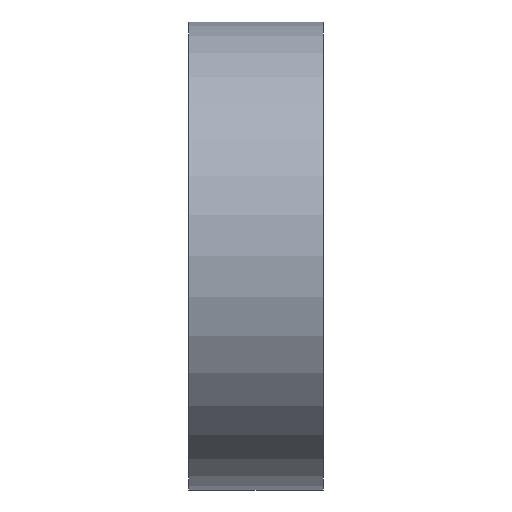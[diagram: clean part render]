
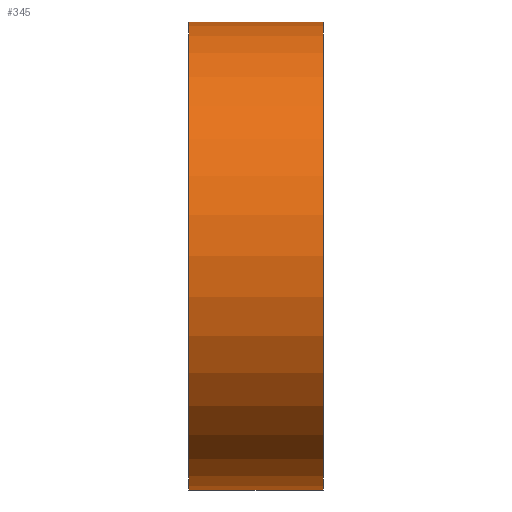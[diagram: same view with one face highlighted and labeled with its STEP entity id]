
A CAD part, left-side view. The second image highlights one B-rep face of the part: STEP entity #345.
In plain terms, the highlighted cylindrical face has radius 6 mm (diameter 12 mm), a partial arc.
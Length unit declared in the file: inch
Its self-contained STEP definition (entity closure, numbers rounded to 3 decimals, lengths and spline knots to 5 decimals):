
#6 = AXIS2_PLACEMENT_3D ( 'NONE', #388, #387, #385 ) ;
#82 = CARTESIAN_POINT ( 'NONE',  ( 0., 0.13583, 0.23622 ) ) ;
#106 = CARTESIAN_POINT ( 'NONE',  ( 0., 0.13583, -0.23622 ) ) ;
#107 = VERTEX_POINT ( 'NONE', #126 ) ;
#123 = VERTEX_POINT ( 'NONE', #106 ) ;
#126 = CARTESIAN_POINT ( 'NONE',  ( 0., 0., 0.23622 ) ) ;
#141 = CYLINDRICAL_SURFACE ( 'NONE', #518, 0.23622 ) ;
#162 = FACE_OUTER_BOUND ( 'NONE', #165, .T. ) ;
#165 = EDGE_LOOP ( 'NONE', ( #531, #308, #446, #541 ) ) ;
#169 = CIRCLE ( 'NONE', #533, 0.23622 ) ;
#203 = VECTOR ( 'NONE', #404, 39.37008 ) ;
#224 = LINE ( 'NONE', #416, #203 ) ;
#237 = CIRCLE ( 'NONE', #6, 0.23622 ) ;
#243 = VECTOR ( 'NONE', #472, 39.37008 ) ;
#254 = EDGE_CURVE ( 'NONE', #546, #107, #299, .T. ) ;
#297 = EDGE_CURVE ( 'NONE', #123, #342, #224, .T. ) ;
#299 = LINE ( 'NONE', #465, #243 ) ;
#301 = DIRECTION ( 'NONE',  ( 0., 0., 1. ) ) ;
#304 = DIRECTION ( 'NONE',  ( 0., 1., 0. ) ) ;
#308 = ORIENTED_EDGE ( 'NONE', *, *, #362, .F. ) ;
#311 = EDGE_CURVE ( 'NONE', #342, #107, #237, .T. ) ;
#338 = DIRECTION ( 'NONE',  ( 0., -1., 0. ) ) ;
#342 = VERTEX_POINT ( 'NONE', #346 ) ;
#345 = ADVANCED_FACE ( 'NONE', ( #162 ), #141, .T. ) ;
#346 = CARTESIAN_POINT ( 'NONE',  ( 0., 0., -0.23622 ) ) ;
#361 = DIRECTION ( 'NONE',  ( 0., 0., -1. ) ) ;
#362 = EDGE_CURVE ( 'NONE', #123, #546, #169, .T. ) ;
#366 = CARTESIAN_POINT ( 'NONE',  ( 0., 0.13583, 0. ) ) ;
#385 = DIRECTION ( 'NONE',  ( 0., 0., 1. ) ) ;
#387 = DIRECTION ( 'NONE',  ( 0., 1., 0. ) ) ;
#388 = CARTESIAN_POINT ( 'NONE',  ( 0., 0., 0. ) ) ;
#399 = CARTESIAN_POINT ( 'NONE',  ( 0., 0.13583, 0. ) ) ;
#404 = DIRECTION ( 'NONE',  ( 0., -1., 0. ) ) ;
#416 = CARTESIAN_POINT ( 'NONE',  ( 0., 0.13583, -0.23622 ) ) ;
#446 = ORIENTED_EDGE ( 'NONE', *, *, #297, .T. ) ;
#465 = CARTESIAN_POINT ( 'NONE',  ( 0., 0.13583, 0.23622 ) ) ;
#472 = DIRECTION ( 'NONE',  ( 0., -1., 0. ) ) ;
#518 = AXIS2_PLACEMENT_3D ( 'NONE', #366, #338, #361 ) ;
#531 = ORIENTED_EDGE ( 'NONE', *, *, #254, .F. ) ;
#533 = AXIS2_PLACEMENT_3D ( 'NONE', #399, #304, #301 ) ;
#541 = ORIENTED_EDGE ( 'NONE', *, *, #311, .T. ) ;
#546 = VERTEX_POINT ( 'NONE', #82 ) ;
